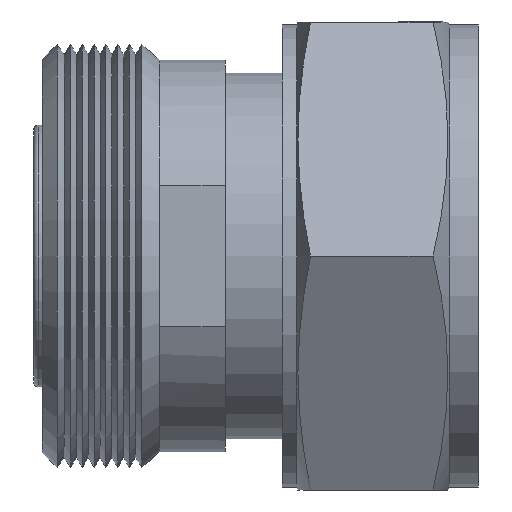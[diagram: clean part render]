
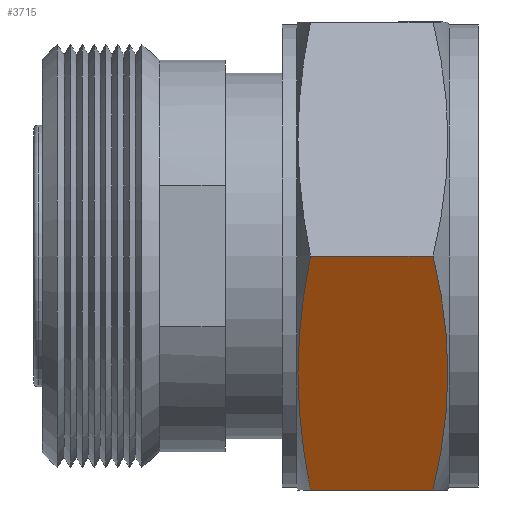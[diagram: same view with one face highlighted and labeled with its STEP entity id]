
A CAD part, front view. The second image highlights one B-rep face of the part: STEP entity #3715.
In plain terms, the highlighted planar face has unit normal (0, -0.866, -0.5).
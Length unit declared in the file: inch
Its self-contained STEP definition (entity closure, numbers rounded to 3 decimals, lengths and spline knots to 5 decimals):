
#37 = ORIENTED_EDGE ( 'NONE', *, *, #1618, .F. ) ;
#67 = CARTESIAN_POINT ( 'NONE',  ( 0.74497, -0.36367, -0.6299 ) ) ;
#138 = LINE ( 'NONE', #3288, #2631 ) ;
#212 = CARTESIAN_POINT ( 'NONE',  ( 0.59685, -0.72735, 0. ) ) ;
#304 = B_SPLINE_CURVE_WITH_KNOTS ( 'NONE', 3,
 ( #2781, #3583, #4012, #4377, #1772, #2904, #4002, #3977, #1101, #2659, #3006, #1431 ),
 .UNSPECIFIED., .F., .F.,
 ( 4, 2, 2, 2, 2, 4 ),
 ( 0., 0.00462, 0.00924, 0.01386, 0.01617, 0.01848 ),
 .UNSPECIFIED. ) ;
#677 = CARTESIAN_POINT ( 'NONE',  ( 0.74497, -0.36367, -0.6299 ) ) ;
#729 = AXIS2_PLACEMENT_3D ( 'NONE', #4193, #4058, #4047 ) ;
#753 = B_SPLINE_CURVE_WITH_KNOTS ( 'NONE', 3,
 ( #67, #4976, #4749, #4714, #984, #1051, #1055, #4276, #3567 ),
 .UNSPECIFIED., .F., .F.,
 ( 4, 2, 1, 2, 4 ),
 ( 0., 0.00462, 0.00924, 0.01386, 0.01847 ),
 .UNSPECIFIED. ) ;
#984 = CARTESIAN_POINT ( 'NONE',  ( 0.7083, -0.54551, -0.31495 ) ) ;
#1051 = CARTESIAN_POINT ( 'NONE',  ( 0.71444, -0.60612, -0.20997 ) ) ;
#1055 = CARTESIAN_POINT ( 'NONE',  ( 0.72604, -0.66673, -0.10498 ) ) ;
#1101 = CARTESIAN_POINT ( 'NONE',  ( 1.09684, -0.42434, -0.52482 ) ) ;
#1431 = CARTESIAN_POINT ( 'NONE',  ( 1.07527, -0.36367, -0.6299 ) ) ;
#1618 = EDGE_CURVE ( 'NONE', #2766, #2456, #753, .T. ) ;
#1718 = DIRECTION ( 'NONE',  ( 1., 0., 0. ) ) ;
#1772 = CARTESIAN_POINT ( 'NONE',  ( 1.11488, -0.57635, -0.26154 ) ) ;
#2429 = ORIENTED_EDGE ( 'NONE', *, *, #4022, .F. ) ;
#2456 = VERTEX_POINT ( 'NONE', #3083 ) ;
#2464 = EDGE_LOOP ( 'NONE', ( #2429, #37, #4202, #3509 ) ) ;
#2631 = VECTOR ( 'NONE', #1718, 39.37008 ) ;
#2659 = CARTESIAN_POINT ( 'NONE',  ( 1.087, -0.39392, -0.57751 ) ) ;
#2766 = VERTEX_POINT ( 'NONE', #677 ) ;
#2781 = CARTESIAN_POINT ( 'NONE',  ( 1.07527, -0.72735, 0. ) ) ;
#2904 = CARTESIAN_POINT ( 'NONE',  ( 1.11495, -0.51568, -0.36662 ) ) ;
#3006 = CARTESIAN_POINT ( 'NONE',  ( 1.08141, -0.37877, -0.60375 ) ) ;
#3068 = VECTOR ( 'NONE', #3200, 39.37008 ) ;
#3083 = CARTESIAN_POINT ( 'NONE',  ( 0.74497, -0.72735, 0. ) ) ;
#3145 = VERTEX_POINT ( 'NONE', #3930 ) ;
#3151 = VERTEX_POINT ( 'NONE', #3519 ) ;
#3200 = DIRECTION ( 'NONE',  ( 1., 0., 0. ) ) ;
#3288 = CARTESIAN_POINT ( 'NONE',  ( 0.59685, -0.36367, -0.6299 ) ) ;
#3509 = ORIENTED_EDGE ( 'NONE', *, *, #4059, .F. ) ;
#3519 = CARTESIAN_POINT ( 'NONE',  ( 1.07527, -0.36367, -0.6299 ) ) ;
#3567 = CARTESIAN_POINT ( 'NONE',  ( 0.74497, -0.72735, 0. ) ) ;
#3583 = CARTESIAN_POINT ( 'NONE',  ( 1.08752, -0.69722, -0.05218 ) ) ;
#3715 = ADVANCED_FACE ( 'NONE', ( #4341 ), #4233, .T. ) ;
#3930 = CARTESIAN_POINT ( 'NONE',  ( 1.07527, -0.72735, 0. ) ) ;
#3977 = CARTESIAN_POINT ( 'NONE',  ( 1.10108, -0.4396, -0.49839 ) ) ;
#4002 = CARTESIAN_POINT ( 'NONE',  ( 1.11136, -0.48528, -0.41927 ) ) ;
#4012 = CARTESIAN_POINT ( 'NONE',  ( 1.09751, -0.66706, -0.10442 ) ) ;
#4022 = EDGE_CURVE ( 'NONE', #2456, #3145, #4914, .T. ) ;
#4029 = EDGE_CURVE ( 'NONE', #2766, #3151, #138, .T. ) ;
#4047 = DIRECTION ( 'NONE',  ( 0., 0.5, -0.866 ) ) ;
#4058 = DIRECTION ( 'NONE',  ( 0., -0.866, -0.5 ) ) ;
#4059 = EDGE_CURVE ( 'NONE', #3145, #3151, #304, .T. ) ;
#4193 = CARTESIAN_POINT ( 'NONE',  ( 0.59685, -0.72735, 0. ) ) ;
#4202 = ORIENTED_EDGE ( 'NONE', *, *, #4029, .T. ) ;
#4233 = PLANE ( 'NONE',  #729 ) ;
#4276 = CARTESIAN_POINT ( 'NONE',  ( 0.73452, -0.69704, -0.05249 ) ) ;
#4341 = FACE_OUTER_BOUND ( 'NONE', #2464, .T. ) ;
#4377 = CARTESIAN_POINT ( 'NONE',  ( 1.11121, -0.60662, -0.2091 ) ) ;
#4714 = CARTESIAN_POINT ( 'NONE',  ( 0.71444, -0.4849, -0.41993 ) ) ;
#4749 = CARTESIAN_POINT ( 'NONE',  ( 0.72604, -0.42429, -0.52492 ) ) ;
#4914 = LINE ( 'NONE', #212, #3068 ) ;
#4976 = CARTESIAN_POINT ( 'NONE',  ( 0.73452, -0.39398, -0.57741 ) ) ;
